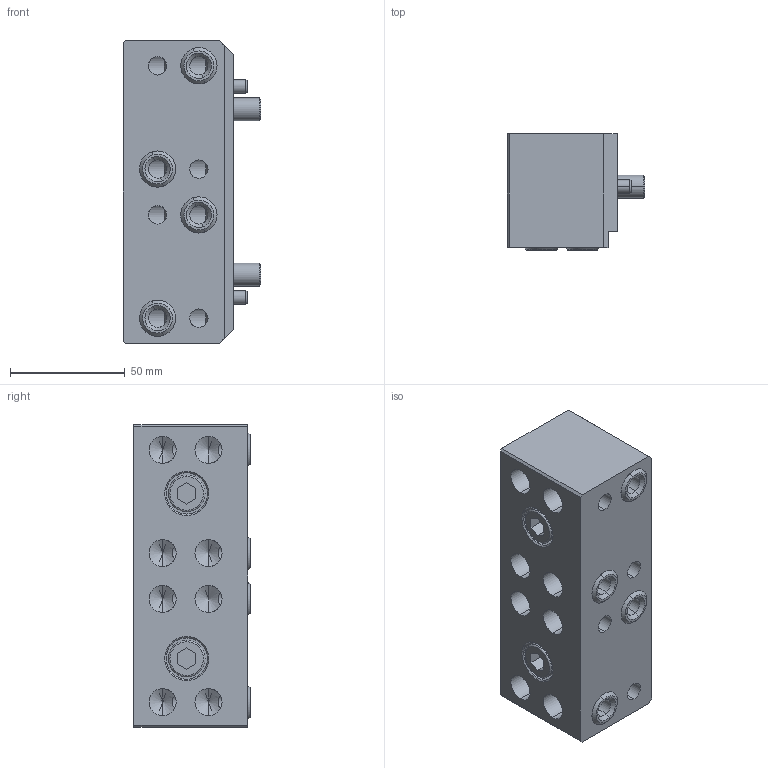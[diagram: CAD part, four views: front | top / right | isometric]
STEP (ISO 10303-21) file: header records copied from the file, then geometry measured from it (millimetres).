
FILE_DESCRIPTION (( 'STEP AP203' ), '1' );
FILE_NAME ('P6847.STEP', '2018-11-30T13:50:22', ( 'rsp' ), ( 'Hewlett-Packard Company' ), 'SwSTEP 2.0', 'SolidWorks 2017', '' );
FILE_SCHEMA (( 'CONFIG_CONTROL_DESIGN' ));
Length unit declared in the file: millimetre
Products named in the file (1): P6847
Bounding box: 60 x 50.6 x 132 mm (x, y, z)
Volume: 275634.9 mm3; surface area: 55714.9 mm2
Topology: 9 solids, 9 shells, 192 faces, 458 edges, 278 vertices
Faces by surface type: cylinder 84, cone 52, plane 52, torus 4
Entity records: 6155 total; most frequent: CARTESIAN_POINT 1581, DIRECTION 996, ORIENTED_EDGE 876, EDGE_CURVE 438, AXIS2_PLACEMENT_3D 397, VERTEX_POINT 278, EDGE_LOOP 234, CIRCLE 204
